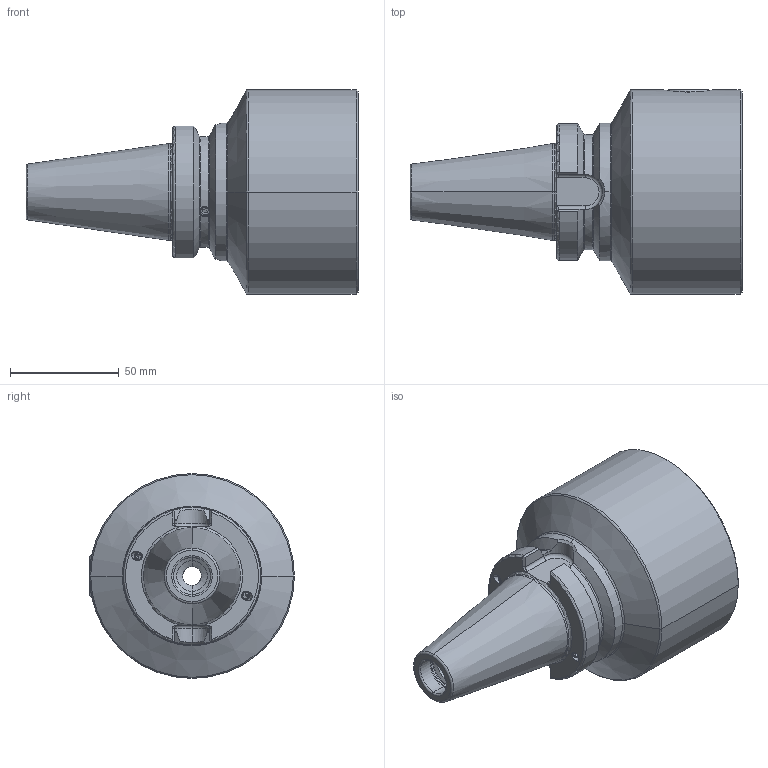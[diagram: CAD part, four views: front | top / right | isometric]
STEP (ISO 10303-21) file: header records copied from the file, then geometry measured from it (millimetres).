
FILE_DESCRIPTION (( 'STEP AP203' ), '1' );
FILE_NAME ('102.412.941.STEP', '2018-03-12T08:25:13', ( 'SWIAdmin' ), ( 'Hewlett-Packard Company' ), 'SwSTEP 2.0', 'SolidWorks 2017', '' );
FILE_SCHEMA (( 'CONFIG_CONTROL_DESIGN' ));
Length unit declared in the file: millimetre
Products named in the file (5): ISO 4026 - M5 x 5_PreviewCfg; ISO 4026 - M4 x 5_PreviewCfg; BB4-MB9.K01.087_C; 102.412.941; MB9-ER1.001.032_A
Assembly tree (5 placements, depth 2):
  102.412.941
    BB4-MB9.K01.087_C
    MB9-ER1.001.032_A
    ISO 4026 - M5 x 5_PreviewCfg
    ISO 4026 - M4 x 5_PreviewCfg  x2
Bounding box: 152.4 x 94 x 94 mm (x, y, z)
Volume: 410788.3 mm3; surface area: 57532.5 mm2
Topology: 5 solids, 5 shells, 222 faces, 540 edges, 327 vertices
Faces by surface type: cylinder 70, plane 69, cone 54, torus 27, bspline 2
Entity records: 7386 total; most frequent: CARTESIAN_POINT 2029, DIRECTION 1029, ORIENTED_EDGE 1008, EDGE_CURVE 504, AXIS2_PLACEMENT_3D 407, VERTEX_POINT 307, EDGE_LOOP 219, VECTOR 215
